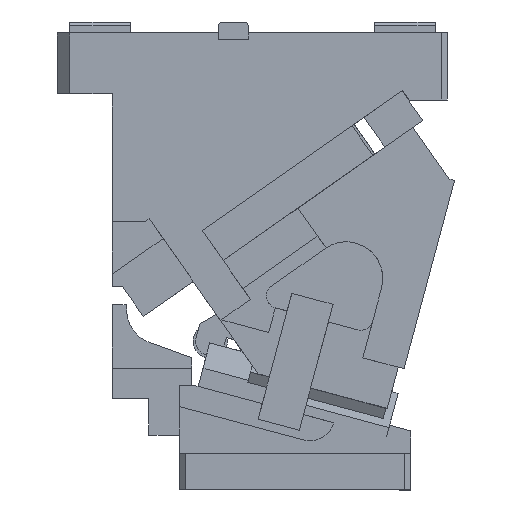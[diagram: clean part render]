
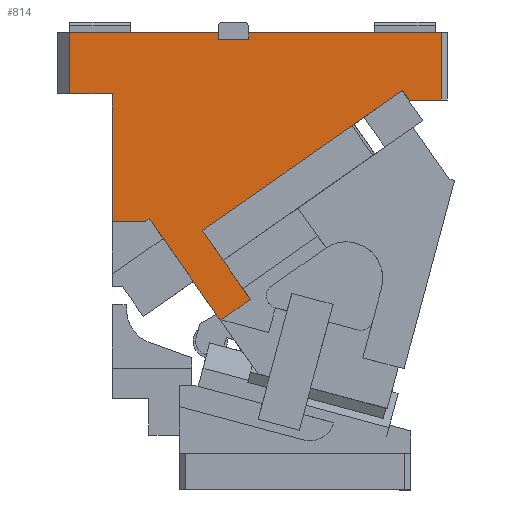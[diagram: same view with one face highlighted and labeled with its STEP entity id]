
A CAD part, front view. The second image highlights one B-rep face of the part: STEP entity #814.
In plain terms, the highlighted planar face has unit normal (0, -1, 0).
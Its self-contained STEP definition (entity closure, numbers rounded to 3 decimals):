
#245=CARTESIAN_POINT('Vertex',(183.009,-150.,327.935)) ;
#248=CARTESIAN_POINT('Line Origine',(100.889,-150.,270.434)) ;
#252=CARTESIAN_POINT('Vertex',(18.769,-150.,212.933)) ;
#619=CARTESIAN_POINT('Vertex',(33.771,-150.,139.204)) ;
#622=CARTESIAN_POINT('Line Origine',(4.518,-150.,180.981)) ;
#626=CARTESIAN_POINT('Vertex',(-24.734,-150.,222.758)) ;
#670=CARTESIAN_POINT('Line Origine',(46.058,-150.,147.808)) ;
#674=CARTESIAN_POINT('Vertex',(58.345,-150.,156.412)) ;
#696=CARTESIAN_POINT('Axis2P3D Location',(225.817,-150.,253.993)) ;
#701=CARTESIAN_POINT('Line Origine',(135.957,-150.,375.)) ;
#705=CARTESIAN_POINT('Vertex',(215.,-150.,375.)) ;
#707=CARTESIAN_POINT('Vertex',(56.914,-150.,375.)) ;
#710=CARTESIAN_POINT('Line Origine',(56.914,-150.,372.5)) ;
#714=CARTESIAN_POINT('Vertex',(56.914,-150.,370.)) ;
#717=CARTESIAN_POINT('Line Origine',(44.414,-150.,370.)) ;
#721=CARTESIAN_POINT('Vertex',(31.914,-150.,370.)) ;
#724=CARTESIAN_POINT('Line Origine',(31.914,-150.,372.5)) ;
#728=CARTESIAN_POINT('Vertex',(31.914,-150.,375.)) ;
#731=CARTESIAN_POINT('Line Origine',(-29.043,-150.,375.)) ;
#735=CARTESIAN_POINT('Vertex',(-90.,-150.,375.)) ;
#738=CARTESIAN_POINT('Line Origine',(-90.,-150.,350.)) ;
#742=CARTESIAN_POINT('Vertex',(-90.,-150.,325.)) ;
#745=CARTESIAN_POINT('Line Origine',(-72.5,-150.,325.)) ;
#749=CARTESIAN_POINT('Vertex',(-55.,-150.,325.)) ;
#752=CARTESIAN_POINT('Line Origine',(-55.,-150.,272.5)) ;
#756=CARTESIAN_POINT('Vertex',(-55.,-150.,220.)) ;
#759=CARTESIAN_POINT('Line Origine',(-41.836,-150.,220.)) ;
#763=CARTESIAN_POINT('Vertex',(-28.673,-150.,220.)) ;
#766=CARTESIAN_POINT('Line Origine',(-26.703,-150.,221.379)) ;
#771=CARTESIAN_POINT('Line Origine',(38.557,-150.,184.672)) ;
#776=CARTESIAN_POINT('Line Origine',(185.787,-150.,323.968)) ;
#780=CARTESIAN_POINT('Vertex',(188.565,-150.,320.)) ;
#783=CARTESIAN_POINT('Line Origine',(201.782,-150.,320.)) ;
#787=CARTESIAN_POINT('Vertex',(215.,-150.,320.)) ;
#790=CARTESIAN_POINT('Line Origine',(215.,-150.,347.5)) ;
#249=DIRECTION('Vector Direction',(0.819,0.,0.574)) ;
#623=DIRECTION('Vector Direction',(0.574,0.,-0.819)) ;
#671=DIRECTION('Vector Direction',(-0.819,0.,-0.574)) ;
#697=DIRECTION('Axis2P3D Direction',(0.,1.,-0.)) ;
#698=DIRECTION('Axis2P3D XDirection',(-1.,0.,0.)) ;
#702=DIRECTION('Vector Direction',(-1.,0.,0.)) ;
#711=DIRECTION('Vector Direction',(0.,0.,-1.)) ;
#718=DIRECTION('Vector Direction',(1.,0.,0.)) ;
#725=DIRECTION('Vector Direction',(0.,0.,-1.)) ;
#732=DIRECTION('Vector Direction',(-1.,0.,0.)) ;
#739=DIRECTION('Vector Direction',(0.,0.,1.)) ;
#746=DIRECTION('Vector Direction',(1.,0.,0.)) ;
#753=DIRECTION('Vector Direction',(0.,0.,-1.)) ;
#760=DIRECTION('Vector Direction',(-1.,0.,0.)) ;
#767=DIRECTION('Vector Direction',(-0.819,0.,-0.574)) ;
#772=DIRECTION('Vector Direction',(-0.574,0.,0.819)) ;
#777=DIRECTION('Vector Direction',(-0.574,0.,0.819)) ;
#784=DIRECTION('Vector Direction',(-1.,0.,0.)) ;
#791=DIRECTION('Vector Direction',(0.,0.,-1.)) ;
#699=AXIS2_PLACEMENT_3D('Plane Axis2P3D',#696,#697,#698) ;
#796=ORIENTED_EDGE('',*,*,#709,.T.) ;
#797=ORIENTED_EDGE('',*,*,#716,.T.) ;
#798=ORIENTED_EDGE('',*,*,#723,.F.) ;
#799=ORIENTED_EDGE('',*,*,#730,.F.) ;
#800=ORIENTED_EDGE('',*,*,#737,.T.) ;
#801=ORIENTED_EDGE('',*,*,#744,.F.) ;
#802=ORIENTED_EDGE('',*,*,#751,.T.) ;
#803=ORIENTED_EDGE('',*,*,#758,.T.) ;
#804=ORIENTED_EDGE('',*,*,#765,.F.) ;
#805=ORIENTED_EDGE('',*,*,#770,.F.) ;
#806=ORIENTED_EDGE('',*,*,#628,.T.) ;
#807=ORIENTED_EDGE('',*,*,#676,.T.) ;
#808=ORIENTED_EDGE('',*,*,#775,.T.) ;
#809=ORIENTED_EDGE('',*,*,#254,.T.) ;
#810=ORIENTED_EDGE('',*,*,#782,.F.) ;
#811=ORIENTED_EDGE('',*,*,#789,.F.) ;
#812=ORIENTED_EDGE('',*,*,#794,.F.) ;
#250=VECTOR('Line Direction',#249,1.) ;
#624=VECTOR('Line Direction',#623,1.) ;
#672=VECTOR('Line Direction',#671,1.) ;
#703=VECTOR('Line Direction',#702,1.) ;
#712=VECTOR('Line Direction',#711,1.) ;
#719=VECTOR('Line Direction',#718,1.) ;
#726=VECTOR('Line Direction',#725,1.) ;
#733=VECTOR('Line Direction',#732,1.) ;
#740=VECTOR('Line Direction',#739,1.) ;
#747=VECTOR('Line Direction',#746,1.) ;
#754=VECTOR('Line Direction',#753,1.) ;
#761=VECTOR('Line Direction',#760,1.) ;
#768=VECTOR('Line Direction',#767,1.) ;
#773=VECTOR('Line Direction',#772,1.) ;
#778=VECTOR('Line Direction',#777,1.) ;
#785=VECTOR('Line Direction',#784,1.) ;
#792=VECTOR('Line Direction',#791,1.) ;
#814=ADVANCED_FACE('CAM HOLDER',(#813),#700,.F.) ;
#254=EDGE_CURVE('',#253,#246,#251,.T.) ;
#628=EDGE_CURVE('',#627,#620,#625,.T.) ;
#676=EDGE_CURVE('',#620,#675,#673,.F.) ;
#709=EDGE_CURVE('',#706,#708,#704,.T.) ;
#716=EDGE_CURVE('',#708,#715,#713,.T.) ;
#723=EDGE_CURVE('',#722,#715,#720,.T.) ;
#730=EDGE_CURVE('',#729,#722,#727,.T.) ;
#737=EDGE_CURVE('',#729,#736,#734,.T.) ;
#744=EDGE_CURVE('',#743,#736,#741,.T.) ;
#751=EDGE_CURVE('',#743,#750,#748,.T.) ;
#758=EDGE_CURVE('',#750,#757,#755,.T.) ;
#765=EDGE_CURVE('',#764,#757,#762,.T.) ;
#770=EDGE_CURVE('',#627,#764,#769,.T.) ;
#775=EDGE_CURVE('',#675,#253,#774,.T.) ;
#782=EDGE_CURVE('',#781,#246,#779,.T.) ;
#789=EDGE_CURVE('',#788,#781,#786,.T.) ;
#794=EDGE_CURVE('',#706,#788,#793,.T.) ;
#795=EDGE_LOOP('',(#796,#797,#798,#799,#800,#801,#802,#803,#804,#805,#806,#807,#808,#809,#810,#811,#812)) ;
#813=FACE_OUTER_BOUND('',#795,.T.) ;
#251=LINE('Line',#248,#250) ;
#625=LINE('Line',#622,#624) ;
#673=LINE('Line',#670,#672) ;
#704=LINE('Line',#701,#703) ;
#713=LINE('Line',#710,#712) ;
#720=LINE('Line',#717,#719) ;
#727=LINE('Line',#724,#726) ;
#734=LINE('Line',#731,#733) ;
#741=LINE('Line',#738,#740) ;
#748=LINE('Line',#745,#747) ;
#755=LINE('Line',#752,#754) ;
#762=LINE('Line',#759,#761) ;
#769=LINE('Line',#766,#768) ;
#774=LINE('Line',#771,#773) ;
#779=LINE('Line',#776,#778) ;
#786=LINE('Line',#783,#785) ;
#793=LINE('Line',#790,#792) ;
#700=PLANE('Plane',#699) ;
#246=VERTEX_POINT('',#245) ;
#253=VERTEX_POINT('',#252) ;
#620=VERTEX_POINT('',#619) ;
#627=VERTEX_POINT('',#626) ;
#675=VERTEX_POINT('',#674) ;
#706=VERTEX_POINT('',#705) ;
#708=VERTEX_POINT('',#707) ;
#715=VERTEX_POINT('',#714) ;
#722=VERTEX_POINT('',#721) ;
#729=VERTEX_POINT('',#728) ;
#736=VERTEX_POINT('',#735) ;
#743=VERTEX_POINT('',#742) ;
#750=VERTEX_POINT('',#749) ;
#757=VERTEX_POINT('',#756) ;
#764=VERTEX_POINT('',#763) ;
#781=VERTEX_POINT('',#780) ;
#788=VERTEX_POINT('',#787) ;
